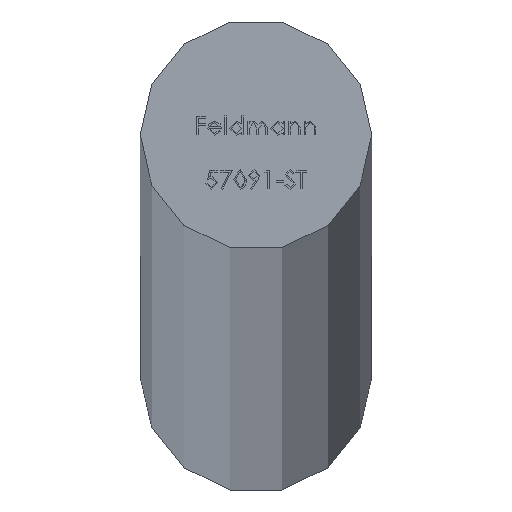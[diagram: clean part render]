
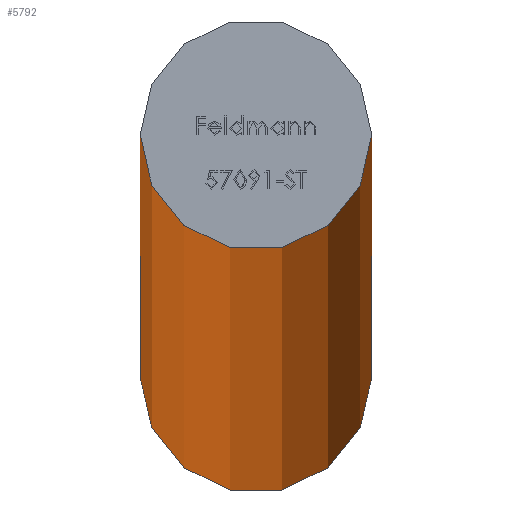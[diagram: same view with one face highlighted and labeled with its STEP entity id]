
A CAD part, top view. The second image highlights one B-rep face of the part: STEP entity #5792.
In plain terms, the highlighted cylindrical face has radius 5 mm (diameter 10 mm), a partial arc.
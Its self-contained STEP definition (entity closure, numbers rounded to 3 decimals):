
#87 = ORIENTED_EDGE ( 'NONE', *, *, #1999, .T. ) ;
#589 = CARTESIAN_POINT ( 'NONE',  ( 0., 0., 0. ) ) ;
#796 = VECTOR ( 'NONE', #6005, 1000. ) ;
#955 = CIRCLE ( 'NONE', #1222, 5. ) ;
#1222 = AXIS2_PLACEMENT_3D ( 'NONE', #4868, #4103, #10026 ) ;
#1715 = CARTESIAN_POINT ( 'NONE',  ( 5., 0., 0. ) ) ;
#1999 = EDGE_CURVE ( 'NONE', #10518, #5961, #7969, .T. ) ;
#2074 = AXIS2_PLACEMENT_3D ( 'NONE', #589, #9935, #9900 ) ;
#2429 = DIRECTION ( 'NONE',  ( 0., 0., 1. ) ) ;
#2465 = DIRECTION ( 'NONE',  ( 1., 0., 0. ) ) ;
#2900 = EDGE_CURVE ( 'NONE', #5855, #10518, #955, .T. ) ;
#3484 = VECTOR ( 'NONE', #7436, 1000. ) ;
#4103 = DIRECTION ( 'NONE',  ( 0., 0., 1. ) ) ;
#4868 = CARTESIAN_POINT ( 'NONE',  ( 0., 0., -6000. ) ) ;
#4890 = CARTESIAN_POINT ( 'NONE',  ( -5., 0., -6000. ) ) ;
#4966 = ORIENTED_EDGE ( 'NONE', *, *, #8378, .F. ) ;
#5421 = FACE_OUTER_BOUND ( 'NONE', #9793, .T. ) ;
#5546 = VERTEX_POINT ( 'NONE', #9381 ) ;
#5792 = ADVANCED_FACE ( 'NONE', ( #5421 ), #9546, .T. ) ;
#5855 = VERTEX_POINT ( 'NONE', #4890 ) ;
#5961 = VERTEX_POINT ( 'NONE', #1715 ) ;
#5971 = CARTESIAN_POINT ( 'NONE',  ( -5., 0., -6000. ) ) ;
#6005 = DIRECTION ( 'NONE',  ( 0., 0., 1. ) ) ;
#6543 = CARTESIAN_POINT ( 'NONE',  ( 0., 0., -6000. ) ) ;
#6754 = CARTESIAN_POINT ( 'NONE',  ( 5., 0., -6000. ) ) ;
#7302 = EDGE_CURVE ( 'NONE', #5855, #5546, #10469, .T. ) ;
#7416 = ORIENTED_EDGE ( 'NONE', *, *, #2900, .T. ) ;
#7436 = DIRECTION ( 'NONE',  ( 0., 0., 1. ) ) ;
#7536 = ORIENTED_EDGE ( 'NONE', *, *, #7302, .F. ) ;
#7969 = LINE ( 'NONE', #8197, #3484 ) ;
#8197 = CARTESIAN_POINT ( 'NONE',  ( 5., 0., -6000. ) ) ;
#8378 = EDGE_CURVE ( 'NONE', #5546, #5961, #10043, .T. ) ;
#9381 = CARTESIAN_POINT ( 'NONE',  ( -5., 0., 0. ) ) ;
#9546 = CYLINDRICAL_SURFACE ( 'NONE', #10799, 5. ) ;
#9793 = EDGE_LOOP ( 'NONE', ( #7536, #7416, #87, #4966 ) ) ;
#9900 = DIRECTION ( 'NONE',  ( 1., 0., 0. ) ) ;
#9935 = DIRECTION ( 'NONE',  ( 0., 0., 1. ) ) ;
#10026 = DIRECTION ( 'NONE',  ( 1., 0., 0. ) ) ;
#10043 = CIRCLE ( 'NONE', #2074, 5. ) ;
#10469 = LINE ( 'NONE', #5971, #796 ) ;
#10518 = VERTEX_POINT ( 'NONE', #6754 ) ;
#10799 = AXIS2_PLACEMENT_3D ( 'NONE', #6543, #2429, #2465 ) ;
